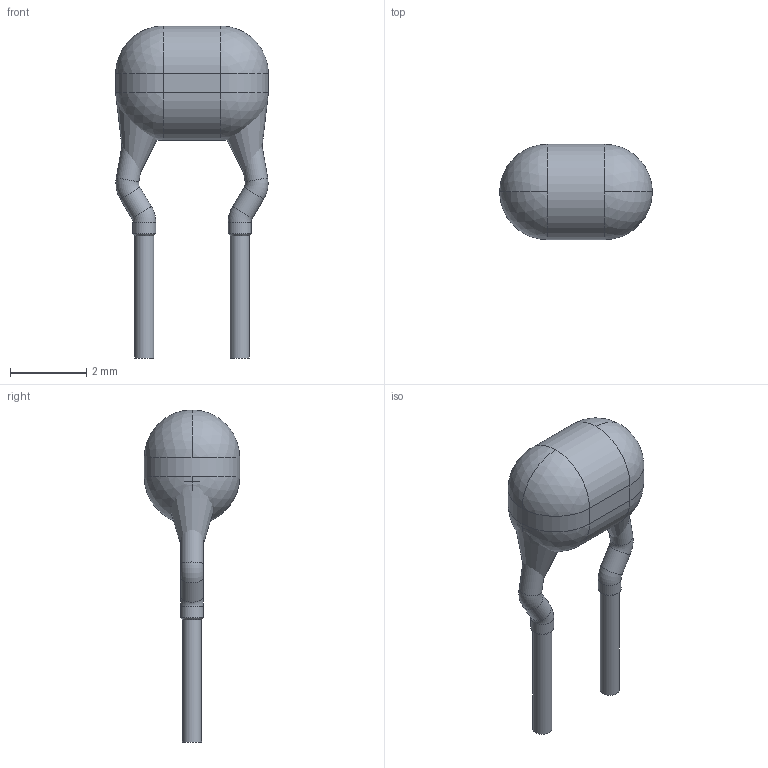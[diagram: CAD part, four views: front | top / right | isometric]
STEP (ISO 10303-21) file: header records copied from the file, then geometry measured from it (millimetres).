
FILE_DESCRIPTION(/* description */ (''),/* implementation_level */ '2;1');
FILE_NAME(/* name */ 'CAPRR250-250X400X550.stp',/* time_stamp */ '2017-06-19T15:30:35+02:00',/* author */ ('jchouvet'),/* organization */ (''),/* preprocessor_version */ 'ST-DEVELOPER v16.1',/* originating_system */ 'AutoCAD Mechanical',/* authorisation */ '');
FILE_SCHEMA (('AUTOMOTIVE_DESIGN { 1 0 10303 214 3 1 1 }'));
Length unit declared in the file: millimetre
Products named in the file (1): Product
Bounding box: 4 x 2.5 x 8.7 mm (x, y, z)
Volume: 26.5 mm3; surface area: 80.6 mm2
Topology: 7 solids, 7 shells, 40 faces, 67 edges, 39 vertices
Faces by surface type: cylinder 12, plane 12, sphere 8, cone 4, torus 4
Full cylindrical faces by diameter (mm): 0.5 x2, 0.6 x6
Entity records: 861 total; most frequent: DIRECTION 170, CARTESIAN_POINT 125, ORIENTED_EDGE 96, AXIS2_PLACEMENT_3D 81, EDGE_LOOP 54, EDGE_CURVE 48, FACE_OUTER_BOUND 40, CIRCLE 40
